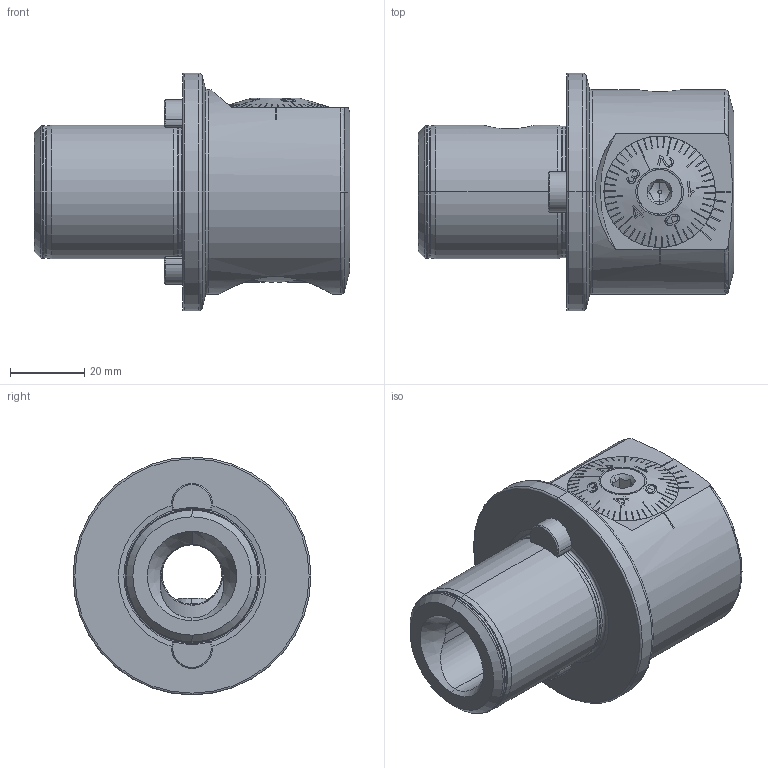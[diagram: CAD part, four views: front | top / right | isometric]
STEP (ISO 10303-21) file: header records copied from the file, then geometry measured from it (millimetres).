
FILE_DESCRIPTION (( 'STEP AP214' ), '1' );
FILE_NAME ('ST6-A55.K01.045.STEP', '2018-09-18T11:01:15', ( 'SWIAdmin' ), ( 'Hewlett-Packard Company' ), 'SwSTEP 2.0', 'SolidWorks 2017', '' );
FILE_SCHEMA (( 'AUTOMOTIVE_DESIGN' ));
Length unit declared in the file: millimetre
Products named in the file (18): ISO 4026 - M10 x 8; ISO 4026 - M10 x 16; ST6-ER2.001.012_A; ST6-A55.K00.045_D; ST6-A55.K01.045; A55-BG2.015.007_B; A55-BG1.014.041; A55-BG2.014.007_A; A55-BG2.011.016_E; DIN 3771 - 25x1.5; A55-BG2.013.005_C; A55-BG2.012.006_B; A55-BG1.011.041; A55-BG1.012.007_B; A55-BG1.011.041_E; A55-BG3.011.033_A_gek〉zt; Klebstoff D10; WCB-ER2.001.009_A
Assembly tree (21 placements, depth 4):
  ST6-A55.K01.045
    ST6-A55.K00.045_D
    ST6-ER2.001.012_A  x2
    ISO 4026 - M10 x 16  x2
    ISO 4026 - M10 x 8
    WCB-ER2.001.009_A
    Klebstoff D10
    A55-BG3.011.033_A_gek〉zt
    A55-BG1.014.041
      A55-BG1.011.041
        A55-BG1.011.041_E
        A55-BG1.012.007_B
      A55-BG2.012.006_B
      A55-BG2.013.005_C
      DIN 3771 - 25x1.5
      ISO 4026 - M10 x 16  x2
      A55-BG2.015.007_B
        A55-BG2.011.016_E
        A55-BG2.014.007_A
Bounding box: 85 x 64 x 64 mm (x, y, z)
Volume: 124101.6 mm3; surface area: 43506.2 mm2
Topology: 18 solids, 18 shells, 797 faces, 2028 edges, 1270 vertices
Faces by surface type: plane 321, cone 211, cylinder 150, torus 71, bspline 42, sphere 2
Entity records: 31347 total; most frequent: CARTESIAN_POINT 10173, ORIENTED_EDGE 3760, DIRECTION 3302, EDGE_CURVE 1880, AXIS2_PLACEMENT_3D 1303, VERTEX_POINT 1184, EDGE_LOOP 774, ADVANCED_FACE 731
